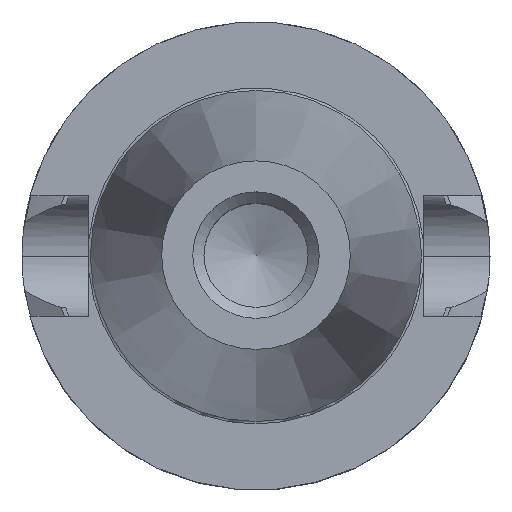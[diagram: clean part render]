
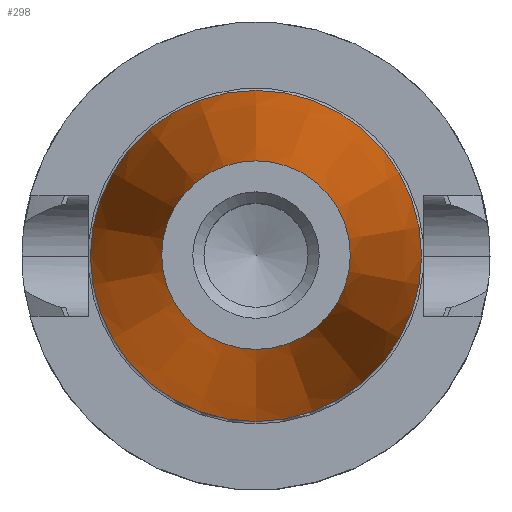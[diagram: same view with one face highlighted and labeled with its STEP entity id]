
A CAD part, top view. The second image highlights one B-rep face of the part: STEP entity #298.
In plain terms, the highlighted conical face has half-angle 8.297 degrees and reference radius 12.717 mm.
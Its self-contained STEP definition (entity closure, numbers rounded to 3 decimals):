
#115=CONICAL_SURFACE('',#1058,12.717,8.297);
#298=ADVANCED_FACE('',(#382,#383),#115,.T.);
#382=FACE_BOUND('',#459,.T.);
#383=FACE_BOUND('',#460,.T.);
#459=EDGE_LOOP('',(#612));
#460=EDGE_LOOP('',(#613));
#612=ORIENTED_EDGE('',*,*,#901,.F.);
#613=ORIENTED_EDGE('',*,*,#893,.T.);
#793=VERTEX_POINT('',#1579);
#802=VERTEX_POINT('',#1604);
#893=EDGE_CURVE('',#793,#793,#966,.T.);
#901=EDGE_CURVE('',#802,#802,#974,.T.);
#966=CIRCLE('',#1040,22.283);
#974=CIRCLE('',#1056,12.687);
#1040=AXIS2_PLACEMENT_3D('',#1578,#1223,#1224);
#1056=AXIS2_PLACEMENT_3D('',#1603,#1255,#1256);
#1058=AXIS2_PLACEMENT_3D('',#1606,#1259,#1260);
#1223=DIRECTION('',(0.0,0.0,1.0));
#1224=DIRECTION('',(0.0,-1.0,0.0));
#1255=DIRECTION('',(0.0,0.0,1.0));
#1256=DIRECTION('',(0.0,-1.0,0.0));
#1259=DIRECTION('',(0.0,0.0,-1.0));
#1260=DIRECTION('',(0.0,1.0,0.));
#1578=CARTESIAN_POINT('',(0.0,0.0,-0.399));
#1579=CARTESIAN_POINT('',(0.0,-22.283,-0.399));
#1603=CARTESIAN_POINT('',(0.0,0.0,65.4));
#1604=CARTESIAN_POINT('',(0.0,-12.687,65.4));
#1606=CARTESIAN_POINT('',(0.0,0.0,65.2));
